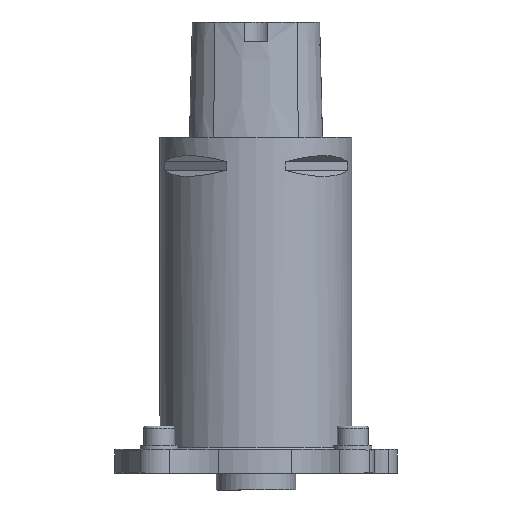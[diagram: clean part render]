
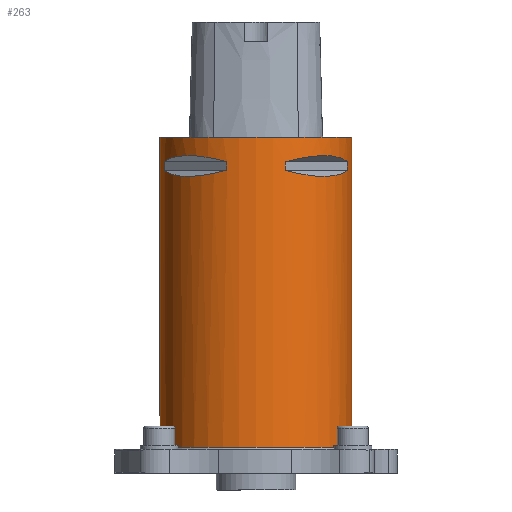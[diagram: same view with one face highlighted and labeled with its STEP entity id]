
A CAD part, front view. The second image highlights one B-rep face of the part: STEP entity #263.
In plain terms, the highlighted cylindrical face has radius 40 mm (diameter 80 mm), a full revolution.
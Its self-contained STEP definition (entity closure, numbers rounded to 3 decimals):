
#42=FACE_BOUND('',#416,.T.);
#43=FACE_BOUND('',#417,.T.);
#44=FACE_BOUND('',#418,.T.);
#45=FACE_BOUND('',#419,.T.);
#46=FACE_BOUND('',#420,.T.);
#47=FACE_BOUND('',#421,.T.);
#92=ELLIPSE('',#1202,46.188,40.);
#93=ELLIPSE('',#1204,46.188,40.);
#94=ELLIPSE('',#1207,46.188,40.);
#95=ELLIPSE('',#1209,46.188,40.);
#96=ELLIPSE('',#1214,46.188,40.);
#97=ELLIPSE('',#1216,46.188,40.);
#98=ELLIPSE('',#1219,46.188,40.);
#99=ELLIPSE('',#1221,46.188,40.);
#122=LINE('',#1798,#162);
#123=LINE('',#1799,#163);
#126=LINE('',#1811,#166);
#127=LINE('',#1812,#167);
#130=LINE('',#1827,#170);
#131=LINE('',#1828,#171);
#134=LINE('',#1840,#174);
#135=LINE('',#1841,#175);
#162=VECTOR('',#1418,1.);
#163=VECTOR('',#1419,1.);
#166=VECTOR('',#1432,1.);
#167=VECTOR('',#1433,1.);
#170=VECTOR('',#1450,1.);
#171=VECTOR('',#1451,1.);
#174=VECTOR('',#1464,1.);
#175=VECTOR('',#1465,1.);
#195=CYLINDRICAL_SURFACE('',#1225,40.);
#263=ADVANCED_FACE('',(#42,#43,#44,#45,#46,#47),#195,.T.);
#416=EDGE_LOOP('',(#578,#579,#580,#581));
#417=EDGE_LOOP('',(#582,#583,#584,#585));
#418=EDGE_LOOP('',(#586));
#419=EDGE_LOOP('',(#587,#588,#589,#590));
#420=EDGE_LOOP('',(#591,#592,#593,#594));
#421=EDGE_LOOP('',(#595));
#578=ORIENTED_EDGE('',*,*,#956,.T.);
#579=ORIENTED_EDGE('',*,*,#954,.T.);
#580=ORIENTED_EDGE('',*,*,#955,.T.);
#581=ORIENTED_EDGE('',*,*,#952,.T.);
#582=ORIENTED_EDGE('',*,*,#950,.T.);
#583=ORIENTED_EDGE('',*,*,#948,.T.);
#584=ORIENTED_EDGE('',*,*,#949,.T.);
#585=ORIENTED_EDGE('',*,*,#946,.T.);
#586=ORIENTED_EDGE('',*,*,#944,.T.);
#587=ORIENTED_EDGE('',*,*,#943,.T.);
#588=ORIENTED_EDGE('',*,*,#941,.T.);
#589=ORIENTED_EDGE('',*,*,#942,.T.);
#590=ORIENTED_EDGE('',*,*,#939,.T.);
#591=ORIENTED_EDGE('',*,*,#937,.T.);
#592=ORIENTED_EDGE('',*,*,#935,.T.);
#593=ORIENTED_EDGE('',*,*,#936,.T.);
#594=ORIENTED_EDGE('',*,*,#933,.T.);
#595=ORIENTED_EDGE('',*,*,#957,.T.);
#815=VERTEX_POINT('',#1789);
#816=VERTEX_POINT('',#1790);
#817=VERTEX_POINT('',#1794);
#818=VERTEX_POINT('',#1795);
#819=VERTEX_POINT('',#1802);
#820=VERTEX_POINT('',#1803);
#821=VERTEX_POINT('',#1807);
#822=VERTEX_POINT('',#1808);
#823=VERTEX_POINT('',#1815);
#824=VERTEX_POINT('',#1818);
#825=VERTEX_POINT('',#1819);
#826=VERTEX_POINT('',#1823);
#827=VERTEX_POINT('',#1824);
#828=VERTEX_POINT('',#1831);
#829=VERTEX_POINT('',#1832);
#830=VERTEX_POINT('',#1836);
#831=VERTEX_POINT('',#1837);
#832=VERTEX_POINT('',#1844);
#933=EDGE_CURVE('',#815,#816,#92,.T.);
#935=EDGE_CURVE('',#818,#817,#93,.T.);
#936=EDGE_CURVE('',#817,#815,#122,.T.);
#937=EDGE_CURVE('',#816,#818,#123,.T.);
#939=EDGE_CURVE('',#819,#820,#94,.T.);
#941=EDGE_CURVE('',#822,#821,#95,.T.);
#942=EDGE_CURVE('',#821,#819,#126,.T.);
#943=EDGE_CURVE('',#820,#822,#127,.T.);
#944=EDGE_CURVE('',#823,#823,#1075,.T.);
#946=EDGE_CURVE('',#824,#825,#96,.T.);
#948=EDGE_CURVE('',#827,#826,#97,.T.);
#949=EDGE_CURVE('',#826,#824,#130,.T.);
#950=EDGE_CURVE('',#825,#827,#131,.T.);
#952=EDGE_CURVE('',#828,#829,#98,.T.);
#954=EDGE_CURVE('',#831,#830,#99,.T.);
#955=EDGE_CURVE('',#830,#828,#134,.T.);
#956=EDGE_CURVE('',#829,#831,#135,.T.);
#957=EDGE_CURVE('',#832,#832,#1076,.T.);
#1075=CIRCLE('',#1212,40.);
#1076=CIRCLE('',#1224,40.);
#1202=AXIS2_PLACEMENT_3D('',#1791,#1409,#1410);
#1204=AXIS2_PLACEMENT_3D('',#1796,#1414,#1415);
#1207=AXIS2_PLACEMENT_3D('',#1804,#1423,#1424);
#1209=AXIS2_PLACEMENT_3D('',#1809,#1428,#1429);
#1212=AXIS2_PLACEMENT_3D('',#1814,#1436,#1437);
#1214=AXIS2_PLACEMENT_3D('',#1820,#1441,#1442);
#1216=AXIS2_PLACEMENT_3D('',#1825,#1446,#1447);
#1219=AXIS2_PLACEMENT_3D('',#1833,#1455,#1456);
#1221=AXIS2_PLACEMENT_3D('',#1838,#1460,#1461);
#1224=AXIS2_PLACEMENT_3D('',#1843,#1468,#1469);
#1225=AXIS2_PLACEMENT_3D('',#1845,#1470,#1471);
#1409=DIRECTION('',(-0.354,0.354,-0.866));
#1410=DIRECTION('',(0.612,-0.612,-0.5));
#1414=DIRECTION('',(-0.354,0.354,0.866));
#1415=DIRECTION('',(-0.612,0.612,-0.5));
#1418=DIRECTION('',(0.,0.,-1.));
#1419=DIRECTION('',(0.,0.,1.));
#1423=DIRECTION('',(0.354,-0.354,-0.866));
#1424=DIRECTION('',(-0.612,0.612,-0.5));
#1428=DIRECTION('',(0.354,-0.354,0.866));
#1429=DIRECTION('',(0.612,-0.612,-0.5));
#1432=DIRECTION('',(0.,0.,-1.));
#1433=DIRECTION('',(0.,0.,1.));
#1436=DIRECTION('',(0.,0.,-1.));
#1437=DIRECTION('',(-1.,0.,0.));
#1441=DIRECTION('',(0.354,0.354,-0.866));
#1442=DIRECTION('',(-0.612,-0.612,-0.5));
#1446=DIRECTION('',(0.354,0.354,0.866));
#1447=DIRECTION('',(0.612,0.612,-0.5));
#1450=DIRECTION('',(0.,0.,-1.));
#1451=DIRECTION('',(0.,0.,1.));
#1455=DIRECTION('',(-0.354,-0.354,-0.866));
#1456=DIRECTION('',(0.612,0.612,-0.5));
#1460=DIRECTION('',(-0.354,-0.354,0.866));
#1461=DIRECTION('',(-0.612,-0.612,-0.5));
#1464=DIRECTION('',(0.,0.,-1.));
#1465=DIRECTION('',(0.,0.,1.));
#1468=DIRECTION('',(0.,0.,1.));
#1469=DIRECTION('',(1.,0.,0.));
#1470=DIRECTION('',(0.,0.,-1.));
#1471=DIRECTION('',(-1.,0.,0.));
#1789=CARTESIAN_POINT('',(38.115,-12.133,-13.75));
#1790=CARTESIAN_POINT('',(12.133,-38.115,-13.75));
#1791=CARTESIAN_POINT('',(0.,0.,6.764));
#1794=CARTESIAN_POINT('',(38.115,-12.133,-10.25));
#1795=CARTESIAN_POINT('',(12.133,-38.115,-10.25));
#1796=CARTESIAN_POINT('',(0.,0.,-30.764));
#1798=CARTESIAN_POINT('',(38.115,-12.133,0.));
#1799=CARTESIAN_POINT('',(12.133,-38.115,0.));
#1802=CARTESIAN_POINT('',(-38.115,12.133,-13.75));
#1803=CARTESIAN_POINT('',(-12.133,38.115,-13.75));
#1804=CARTESIAN_POINT('',(0.,0.,6.764));
#1807=CARTESIAN_POINT('',(-38.115,12.133,-10.25));
#1808=CARTESIAN_POINT('',(-12.133,38.115,-10.25));
#1809=CARTESIAN_POINT('',(0.,0.,-30.764));
#1811=CARTESIAN_POINT('',(-38.115,12.133,0.));
#1812=CARTESIAN_POINT('',(-12.133,38.115,0.));
#1814=CARTESIAN_POINT('',(0.,0.,0.));
#1815=CARTESIAN_POINT('',(-40.,0.,0.));
#1818=CARTESIAN_POINT('',(-12.133,-38.115,-13.75));
#1819=CARTESIAN_POINT('',(-38.115,-12.133,-13.75));
#1820=CARTESIAN_POINT('',(0.,0.,6.764));
#1823=CARTESIAN_POINT('',(-12.133,-38.115,-10.25));
#1824=CARTESIAN_POINT('',(-38.115,-12.133,-10.25));
#1825=CARTESIAN_POINT('',(0.,0.,-30.764));
#1827=CARTESIAN_POINT('',(-12.133,-38.115,0.));
#1828=CARTESIAN_POINT('',(-38.115,-12.133,0.));
#1831=CARTESIAN_POINT('',(12.133,38.115,-13.75));
#1832=CARTESIAN_POINT('',(38.115,12.133,-13.75));
#1833=CARTESIAN_POINT('',(0.,0.,6.764));
#1836=CARTESIAN_POINT('',(12.133,38.115,-10.25));
#1837=CARTESIAN_POINT('',(38.115,12.133,-10.25));
#1838=CARTESIAN_POINT('',(0.,0.,-30.764));
#1840=CARTESIAN_POINT('',(12.133,38.115,0.));
#1841=CARTESIAN_POINT('',(38.115,12.133,0.));
#1843=CARTESIAN_POINT('',(0.,0.,-129.2));
#1844=CARTESIAN_POINT('',(40.,0.,-129.2));
#1845=CARTESIAN_POINT('',(0.,0.,0.));
